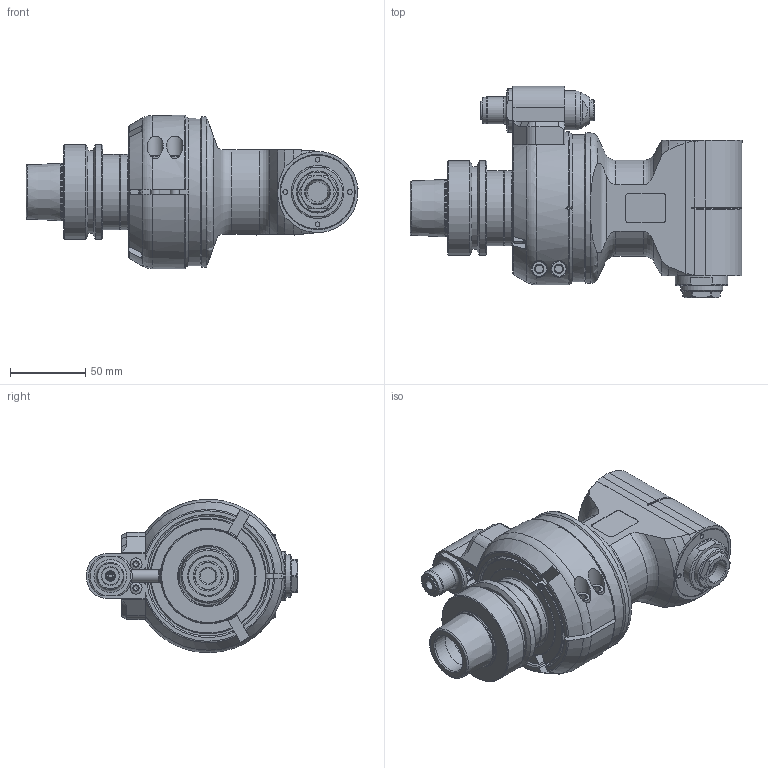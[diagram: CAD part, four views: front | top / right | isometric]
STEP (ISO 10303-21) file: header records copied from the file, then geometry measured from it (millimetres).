
FILE_DESCRIPTION(/* description */ (''),/* implementation_level */ '2;1');
FILE_NAME(/* name */ '9.F90.13000-1H63F.stp',/* time_stamp */ '2022-11-15T16:31:02-05:00',/* author */ ('jkrenzer'),/* organization */ (''),/* preprocessor_version */ 'ST-DEVELOPER v18',/* originating_system */ 'Autodesk Inventor 2020',/* authorisation */ '');
FILE_SCHEMA (('AUTOMOTIVE_DESIGN { 1 0 10303 214 3 1 1 }'));
Length unit declared in the file: millimetre
Products named in the file (1): 9.F90.13000-1H63F
Bounding box: 220.9 x 140.5 x 102 mm (x, y, z)
Volume: 956310.9 mm3; surface area: 110894.7 mm2
Topology: 1 solids, 2 shells, 593 faces, 1565 edges, 1038 vertices
Faces by surface type: plane 262, cylinder 154, cone 131, torus 40, sphere 4, bspline 2
Full cylindrical faces by diameter (mm): 2.5 x3, 2.6 x2, 3 x2, 3.2 x8, 3.3 x2, 4.2 x2, 6 x2, 6.5 x3, 7 x2, 8 x2, 8.5 x1, 8.821 x1, 9 x1, 9.2 x1, 10 x4, 10.4 x2, 11 x2, 12 x3, 12.5 x2, 12.8 x1, 13 x1, 13.5 x1, 14 x1, 16 x1, 18 x2, 20 x1, 20.5 x1, 21.8 x1, 22.6 x1, 23 x1
Entity records: 22474 total; most frequent: CARTESIAN_POINT 7555, DIRECTION 3216, ORIENTED_EDGE 3110, EDGE_CURVE 1555, AXIS2_PLACEMENT_3D 1288, VERTEX_POINT 1038, EDGE_LOOP 679, CIRCLE 667
